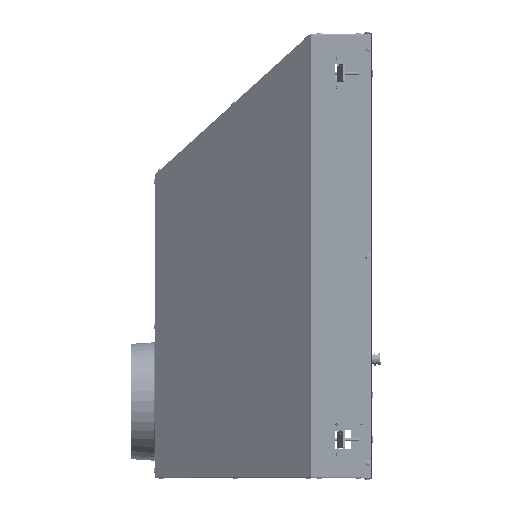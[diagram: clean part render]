
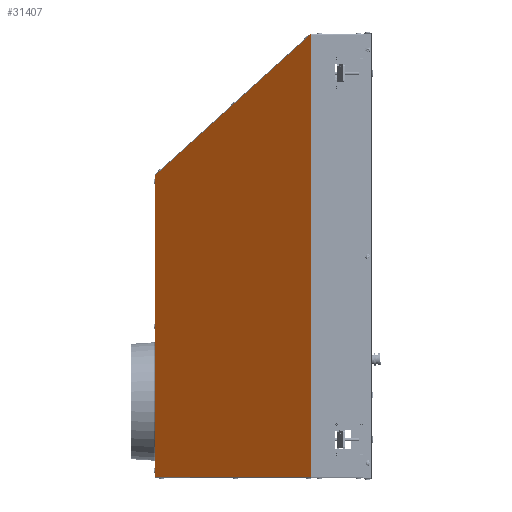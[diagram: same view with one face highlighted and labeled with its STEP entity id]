
A CAD part, left-side view. The second image highlights one B-rep face of the part: STEP entity #31407.
In plain terms, the highlighted planar face has unit normal (-0.801, 0.599, 0).
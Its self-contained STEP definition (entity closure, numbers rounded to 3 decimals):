
#27635=DIRECTION('',(0.352,0.47,0.809));
#27636=VECTOR('',#27635,0.215);
#27637=CARTESIAN_POINT('',(-587.322,-57.758,
212.201));
#27638=LINE('',#27637,#27636);
#27639=DIRECTION('',(0.485,0.648,-0.588));
#27640=VECTOR('',#27639,3.);
#27641=CARTESIAN_POINT('',(-588.701,-59.6,
214.138));
#27642=LINE('',#27641,#27640);
#27643=DIRECTION('',(0.352,0.47,0.809));
#27644=VECTOR('',#27643,0.215);
#27645=CARTESIAN_POINT('',(-439.456,139.899,
32.977));
#27646=LINE('',#27645,#27644);
#27647=DIRECTION('',(-0.485,-0.648,0.588));
#27648=VECTOR('',#27647,305.047);
#27649=CARTESIAN_POINT('',(-439.456,139.899,
32.977));
#27650=LINE('',#27649,#27648);
#27681=DIRECTION('',(0.,0.,1.));
#27682=VECTOR('',#27681,388.051);
#27683=CARTESIAN_POINT('',(-439.381,140.,-354.9));
#27684=LINE('',#27683,#27682);
#27710=DIRECTION('',(-0.599,-0.801,0.));
#27711=VECTOR('',#27710,249.273);
#27712=CARTESIAN_POINT('',(-439.381,140.,-354.9));
#27713=LINE('',#27712,#27711);
#27893=DIRECTION('',(0.,0.,-1.));
#27894=VECTOR('',#27893,569.038);
#27895=CARTESIAN_POINT('',(-588.701,-59.6,
214.138));
#27896=LINE('',#27895,#27894);
#30582=CARTESIAN_POINT('',(-588.701,-59.6,
214.138));
#30583=CARTESIAN_POINT('',(-587.247,-57.657,
212.375));
#30584=VERTEX_POINT('',#30582);
#30585=VERTEX_POINT('',#30583);
#30694=CARTESIAN_POINT('',(-439.381,140.,-354.9));
#30696=VERTEX_POINT('',#30694);
#30698=CARTESIAN_POINT('',(-439.381,140.,33.151));
#30700=VERTEX_POINT('',#30698);
#30804=CARTESIAN_POINT('',(-588.701,-59.6,-354.9));
#30805=VERTEX_POINT('',#30804);
#30868=CARTESIAN_POINT('',(-587.322,-57.758,
212.201));
#30869=VERTEX_POINT('',#30868);
#30872=CARTESIAN_POINT('',(-439.456,139.899,
32.977));
#30873=VERTEX_POINT('',#30872);
#31386=CARTESIAN_POINT('',(-439.381,140.,-161.774));
#31387=DIRECTION('',(-0.801,0.599,0.));
#31388=DIRECTION('',(0.,0.,1.));
#31389=AXIS2_PLACEMENT_3D('',#31386,#31387,#31388);
#31390=PLANE('',#31389);
#31392=ORIENTED_EDGE('',*,*,#31391,.T.);
#31394=ORIENTED_EDGE('',*,*,#31393,.T.);
#31396=ORIENTED_EDGE('',*,*,#31395,.F.);
#31398=ORIENTED_EDGE('',*,*,#31397,.T.);
#31400=ORIENTED_EDGE('',*,*,#31399,.F.);
#31402=ORIENTED_EDGE('',*,*,#31401,.T.);
#31404=ORIENTED_EDGE('',*,*,#31403,.F.);
#31405=EDGE_LOOP('',(#31392,#31394,#31396,#31398,#31400,#31402,#31404));
#31406=FACE_OUTER_BOUND('',#31405,.F.);
#31407=ADVANCED_FACE('',(#31406),#31390,.T.);
#31391=EDGE_CURVE('',#30873,#30869,#27650,.T.);
#31393=EDGE_CURVE('',#30869,#30585,#27638,.T.);
#31395=EDGE_CURVE('',#30584,#30585,#27642,.T.);
#31397=EDGE_CURVE('',#30584,#30805,#27896,.T.);
#31399=EDGE_CURVE('',#30696,#30805,#27713,.T.);
#31401=EDGE_CURVE('',#30696,#30700,#27684,.T.);
#31403=EDGE_CURVE('',#30873,#30700,#27646,.T.);
